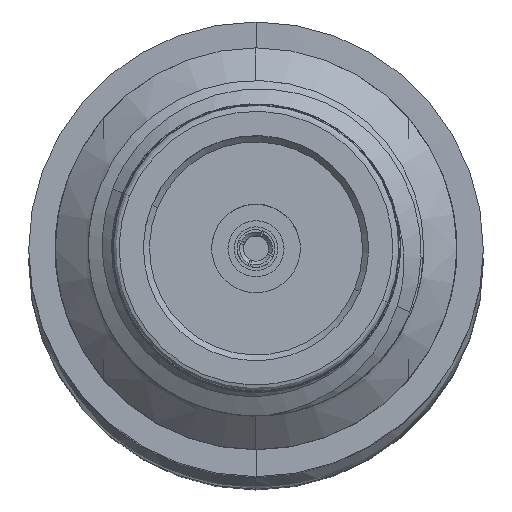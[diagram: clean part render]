
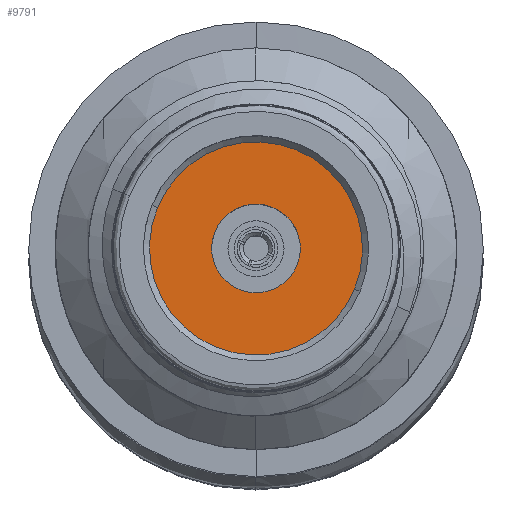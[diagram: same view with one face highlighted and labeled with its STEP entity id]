
A CAD part, top view. The second image highlights one B-rep face of the part: STEP entity #9791.
In plain terms, the highlighted face is planar.
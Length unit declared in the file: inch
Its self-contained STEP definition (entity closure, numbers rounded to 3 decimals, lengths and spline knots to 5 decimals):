
#147 = FACE_OUTER_BOUND ( 'NONE', #8685, .T. ) ;
#199 = EDGE_CURVE ( 'NONE', #7445, #570, #5961, .T. ) ;
#455 = CARTESIAN_POINT ( 'NONE',  ( 0.135, -0.01391, 0.03366 ) ) ;
#570 = VERTEX_POINT ( 'NONE', #9171 ) ;
#890 = DIRECTION ( 'NONE',  ( -1., 0., 0. ) ) ;
#1145 = EDGE_LOOP ( 'NONE', ( #1156, #2356 ) ) ;
#1156 = ORIENTED_EDGE ( 'NONE', *, *, #8651, .F. ) ;
#1284 = VERTEX_POINT ( 'NONE', #455 ) ;
#1416 = CARTESIAN_POINT ( 'NONE',  ( 0.135, 0.01391, -0.03366 ) ) ;
#1547 = DIRECTION ( 'NONE',  ( 0., -0.382, 0.924 ) ) ;
#1678 = CARTESIAN_POINT ( 'NONE',  ( 0.135, 0., 0. ) ) ;
#2356 = ORIENTED_EDGE ( 'NONE', *, *, #3886, .F. ) ;
#2458 = FACE_BOUND ( 'NONE', #1145, .T. ) ;
#2666 = VERTEX_POINT ( 'NONE', #1416 ) ;
#2684 = DIRECTION ( 'NONE',  ( 0., -0.382, 0.924 ) ) ;
#3110 = EDGE_CURVE ( 'NONE', #570, #7445, #3765, .T. ) ;
#3265 = CIRCLE ( 'NONE', #5567, 0.03642 ) ;
#3291 = DIRECTION ( 'NONE',  ( -1., 0., 0. ) ) ;
#3580 = CARTESIAN_POINT ( 'NONE',  ( 0.135, -0.03341, 0.08087 ) ) ;
#3765 = CIRCLE ( 'NONE', #8179, 0.0875 ) ;
#3780 = DIRECTION ( 'NONE',  ( -1., 0., 0. ) ) ;
#3830 = CIRCLE ( 'NONE', #8244, 0.03642 ) ;
#3886 = EDGE_CURVE ( 'NONE', #2666, #1284, #3265, .T. ) ;
#4046 = DIRECTION ( 'NONE',  ( -1., 0., 0. ) ) ;
#4393 = DIRECTION ( 'NONE',  ( -1., 0., 0. ) ) ;
#4600 = CARTESIAN_POINT ( 'NONE',  ( 0.135, 0., 0. ) ) ;
#4856 = CARTESIAN_POINT ( 'NONE',  ( 0.135, 0., 0. ) ) ;
#5567 = AXIS2_PLACEMENT_3D ( 'NONE', #8285, #4393, #2684 ) ;
#5598 = DIRECTION ( 'NONE',  ( 0., -0.382, 0.924 ) ) ;
#5953 = ORIENTED_EDGE ( 'NONE', *, *, #199, .T. ) ;
#5961 = CIRCLE ( 'NONE', #8254, 0.0875 ) ;
#6233 = DIRECTION ( 'NONE',  ( 0., -0.382, 0.924 ) ) ;
#6268 = PLANE ( 'NONE',  #8213 ) ;
#7445 = VERTEX_POINT ( 'NONE', #3580 ) ;
#7937 = CARTESIAN_POINT ( 'NONE',  ( 0.135, 0., 0. ) ) ;
#8179 = AXIS2_PLACEMENT_3D ( 'NONE', #4856, #4046, #1547 ) ;
#8213 = AXIS2_PLACEMENT_3D ( 'NONE', #1678, #3291, #5598 ) ;
#8244 = AXIS2_PLACEMENT_3D ( 'NONE', #4600, #3780, #6233 ) ;
#8254 = AXIS2_PLACEMENT_3D ( 'NONE', #7937, #890, #8712 ) ;
#8285 = CARTESIAN_POINT ( 'NONE',  ( 0.135, 0., 0. ) ) ;
#8651 = EDGE_CURVE ( 'NONE', #1284, #2666, #3830, .T. ) ;
#8685 = EDGE_LOOP ( 'NONE', ( #5953, #9543 ) ) ;
#8712 = DIRECTION ( 'NONE',  ( 0., -0.382, 0.924 ) ) ;
#9171 = CARTESIAN_POINT ( 'NONE',  ( 0.135, 0.03341, -0.08087 ) ) ;
#9543 = ORIENTED_EDGE ( 'NONE', *, *, #3110, .T. ) ;
#9791 = ADVANCED_FACE ( 'NONE', ( #147, #2458 ), #6268, .T. ) ;
